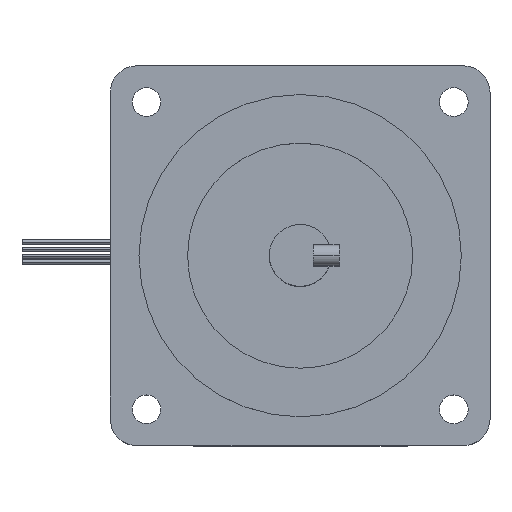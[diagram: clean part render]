
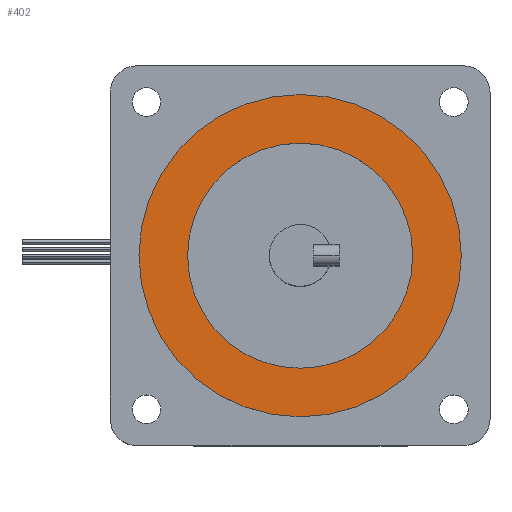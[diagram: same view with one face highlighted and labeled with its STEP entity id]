
A CAD part, top view. The second image highlights one B-rep face of the part: STEP entity #402.
In plain terms, the highlighted planar face has unit normal (0, 0, 1).
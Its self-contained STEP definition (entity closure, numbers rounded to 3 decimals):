
#149 = CARTESIAN_POINT ( 'NONE',  ( 0., 0., 81.6 ) ) ;
#233 = ORIENTED_EDGE ( 'NONE', *, *, #934, .F. ) ;
#376 = DIRECTION ( 'NONE',  ( 0., 0., 1. ) ) ;
#402 = ADVANCED_FACE ( 'NONE', ( #4411, #1323 ), #981, .T. ) ;
#664 = CARTESIAN_POINT ( 'NONE',  ( 36.5, 0., 81.6 ) ) ;
#665 = CARTESIAN_POINT ( 'NONE',  ( 0., 0., 81.6 ) ) ;
#747 = VERTEX_POINT ( 'NONE', #2716 ) ;
#778 = AXIS2_PLACEMENT_3D ( 'NONE', #2332, #376, #1415 ) ;
#878 = EDGE_CURVE ( 'NONE', #747, #1580, #1647, .T. ) ;
#900 = CIRCLE ( 'NONE', #3409, 25.5 ) ;
#934 = EDGE_CURVE ( 'NONE', #2917, #3589, #2492, .T. ) ;
#981 = PLANE ( 'NONE',  #778 ) ;
#986 = CIRCLE ( 'NONE', #2770, 36.5 ) ;
#1126 = EDGE_LOOP ( 'NONE', ( #1723, #233 ) ) ;
#1142 = DIRECTION ( 'NONE',  ( 0., 0., 1. ) ) ;
#1211 = CARTESIAN_POINT ( 'NONE',  ( -25.5, 0., 81.6 ) ) ;
#1323 = FACE_OUTER_BOUND ( 'NONE', #3934, .T. ) ;
#1415 = DIRECTION ( 'NONE',  ( 1., 0., 0. ) ) ;
#1423 = CARTESIAN_POINT ( 'NONE',  ( 25.5, 0., 81.6 ) ) ;
#1564 = EDGE_CURVE ( 'NONE', #1580, #747, #986, .T. ) ;
#1580 = VERTEX_POINT ( 'NONE', #664 ) ;
#1647 = CIRCLE ( 'NONE', #2209, 36.5 ) ;
#1662 = ORIENTED_EDGE ( 'NONE', *, *, #1564, .T. ) ;
#1723 = ORIENTED_EDGE ( 'NONE', *, *, #2608, .F. ) ;
#2209 = AXIS2_PLACEMENT_3D ( 'NONE', #149, #1142, #2496 ) ;
#2332 = CARTESIAN_POINT ( 'NONE',  ( 0., 0., 81.6 ) ) ;
#2456 = ORIENTED_EDGE ( 'NONE', *, *, #878, .T. ) ;
#2492 = CIRCLE ( 'NONE', #3864, 25.5 ) ;
#2496 = DIRECTION ( 'NONE',  ( 1., 0., 0. ) ) ;
#2608 = EDGE_CURVE ( 'NONE', #3589, #2917, #900, .T. ) ;
#2628 = CARTESIAN_POINT ( 'NONE',  ( 0., 0., 81.6 ) ) ;
#2716 = CARTESIAN_POINT ( 'NONE',  ( -36.5, 0., 81.6 ) ) ;
#2743 = CARTESIAN_POINT ( 'NONE',  ( 0., 0., 81.6 ) ) ;
#2770 = AXIS2_PLACEMENT_3D ( 'NONE', #2743, #3065, #4102 ) ;
#2917 = VERTEX_POINT ( 'NONE', #1211 ) ;
#3065 = DIRECTION ( 'NONE',  ( 0., 0., 1. ) ) ;
#3383 = DIRECTION ( 'NONE',  ( 1., 0., 0. ) ) ;
#3409 = AXIS2_PLACEMENT_3D ( 'NONE', #665, #3690, #3383 ) ;
#3589 = VERTEX_POINT ( 'NONE', #1423 ) ;
#3690 = DIRECTION ( 'NONE',  ( 0., 0., 1. ) ) ;
#3864 = AXIS2_PLACEMENT_3D ( 'NONE', #2628, #4386, #4362 ) ;
#3934 = EDGE_LOOP ( 'NONE', ( #2456, #1662 ) ) ;
#4102 = DIRECTION ( 'NONE',  ( 1., 0., 0. ) ) ;
#4362 = DIRECTION ( 'NONE',  ( 1., 0., 0. ) ) ;
#4386 = DIRECTION ( 'NONE',  ( 0., 0., 1. ) ) ;
#4411 = FACE_BOUND ( 'NONE', #1126, .T. ) ;
